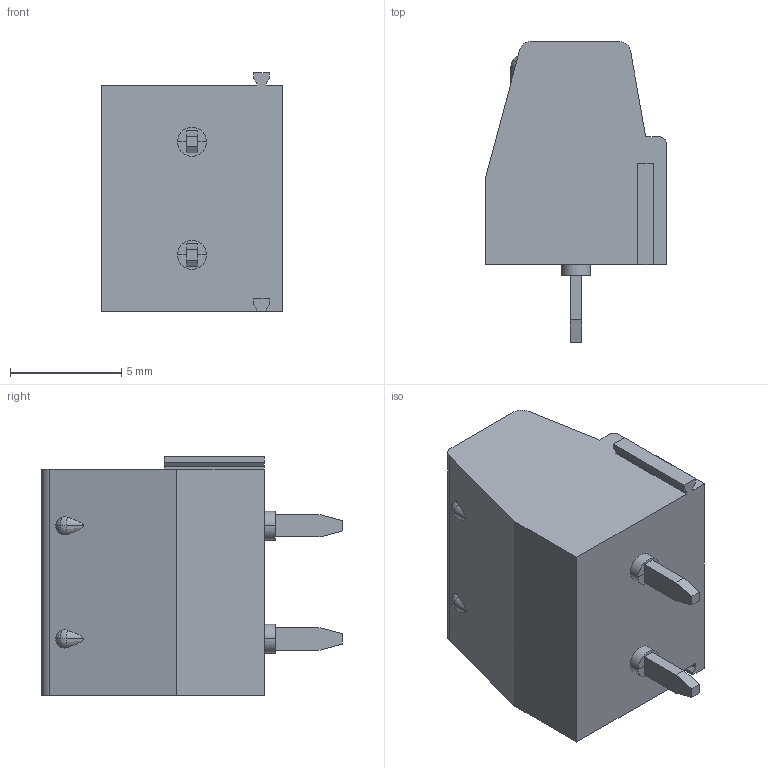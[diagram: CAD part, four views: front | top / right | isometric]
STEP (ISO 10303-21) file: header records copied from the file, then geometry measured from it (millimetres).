
FILE_DESCRIPTION(('SolidDesigner STEP Export'),'1');
FILE_NAME('mkdsn_1.5-2-5.08.stp','2000-06-28T17:51:22',(''),(''), 'SolidDesigner STEP processor Version: 7.0(Mar 1999)for AP214(CD)(Solid Model)', 'CoCreate SolidDesigner: 07.50 21-Dec-99(C) CoCreate Software GmbH','');
FILE_SCHEMA(('AUTOMOTIVE_DESIGN_CC2 {1 2 10303 214 -1 1 5 1}'));
Length unit declared in the file: millimetre
Products named in the file (2): mkdsn_1.5-2-5.08
Assembly tree (1 placements, depth 2):
  mkdsn_1.5-2-5.08
    mkdsn_1.5-2-5.08
Bounding box: 8.1 x 13.5 x 10.73 mm (x, y, z)
Volume: 655.3 mm3; surface area: 650.2 mm2
Topology: 1 solids, 1 shells, 169 faces, 419 edges, 266 vertices
Faces by surface type: plane 118, cylinder 39, sphere 8, cone 4
Entity records: 6266 total; most frequent: CARTESIAN_POINT 1082, ORIENTED_EDGE 838, DIRECTION 723, EDGE_CURVE 419, VECTOR 277, LINE 277, VERTEX_POINT 266, AXIS2_PLACEMENT_3D 223
